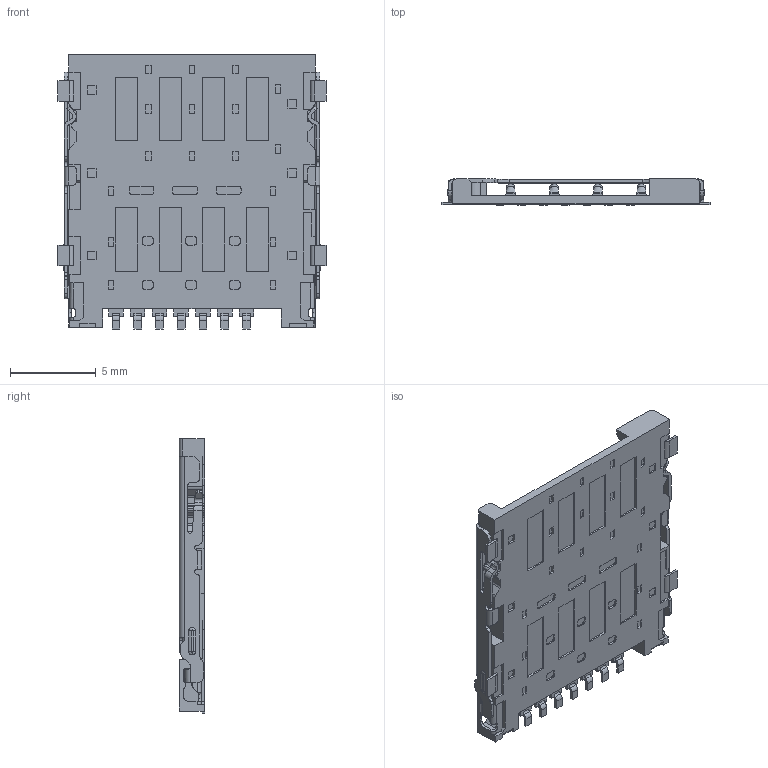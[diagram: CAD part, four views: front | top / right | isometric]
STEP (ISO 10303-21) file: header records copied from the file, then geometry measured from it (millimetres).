
FILE_DESCRIPTION (( 'STEP AP214' ), '1' );
FILE_NAME ('2499165-1.STEP', '2025-05-13T09:44:46', ( '' ), ( '' ), 'SwSTEP 2.0', 'SolidWorks 2023', '' );
FILE_SCHEMA (( 'AUTOMOTIVE_DESIGN' ));
Length unit declared in the file: millimetre
Products named in the file (1): 2499165-1
Bounding box: 15.64 x 1.51 x 16 mm (x, y, z)
Volume: 157.1 mm3; surface area: 912.7 mm2
Topology: 1 solids, 1 shells, 1076 faces, 2856 edges, 1836 vertices
Faces by surface type: plane 613, cylinder 252, bspline 173, cone 24, torus 14
Entity records: 44511 total; most frequent: CARTESIAN_POINT 18612, ORIENTED_EDGE 5708, DIRECTION 4874, EDGE_CURVE 2854, LINE 1890, VECTOR 1890, VERTEX_POINT 1836, AXIS2_PLACEMENT_3D 1492
